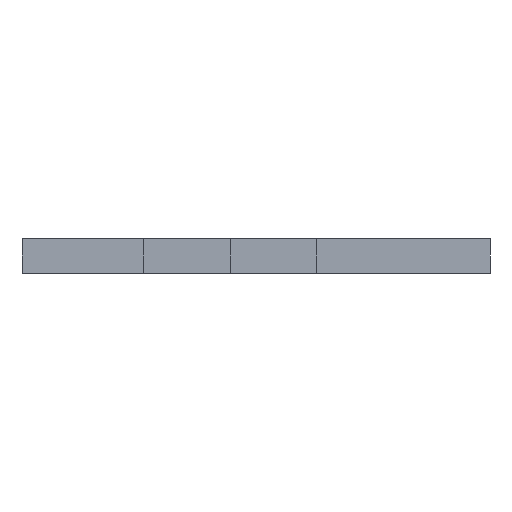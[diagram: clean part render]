
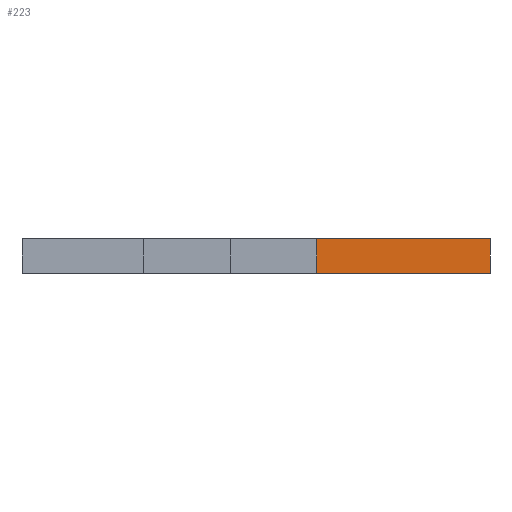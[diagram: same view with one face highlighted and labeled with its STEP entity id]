
A CAD part, left-side view. The second image highlights one B-rep face of the part: STEP entity #223.
In plain terms, the highlighted planar face has unit normal (-1, 0, 0).
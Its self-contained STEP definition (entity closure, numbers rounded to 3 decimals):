
#223=ADVANCED_FACE('',(#331),#273,.T.);
#273=PLANE('',#1466);
#331=FACE_OUTER_BOUND('',#389,.T.);
#389=EDGE_LOOP('',(#552,#553,#554,#555));
#552=ORIENTED_EDGE('',*,*,#1026,.F.);
#553=ORIENTED_EDGE('',*,*,#1027,.F.);
#554=ORIENTED_EDGE('',*,*,#1028,.T.);
#555=ORIENTED_EDGE('',*,*,#1029,.T.);
#888=VERTEX_POINT('',#2038);
#889=VERTEX_POINT('',#2039);
#890=VERTEX_POINT('',#2041);
#891=VERTEX_POINT('',#2043);
#1026=EDGE_CURVE('',#888,#889,#1180,.T.);
#1027=EDGE_CURVE('',#890,#888,#1181,.T.);
#1028=EDGE_CURVE('',#890,#891,#1182,.T.);
#1029=EDGE_CURVE('',#891,#889,#1183,.T.);
#1180=LINE('',#2037,#1322);
#1181=LINE('',#2040,#1323);
#1182=LINE('',#2042,#1324);
#1183=LINE('',#2044,#1325);
#1322=VECTOR('',#1673,1.);
#1323=VECTOR('',#1674,1.);
#1324=VECTOR('',#1675,1.);
#1325=VECTOR('',#1676,1.);
#1466=AXIS2_PLACEMENT_3D('',#2045,#1677,#1678);
#1673=DIRECTION('',(0.,1.,0.));
#1674=DIRECTION('',(0.,0.,-1.));
#1675=DIRECTION('',(0.,1.,0.));
#1676=DIRECTION('',(0.,0.,-1.));
#1677=DIRECTION('',(-1.,0.,0.));
#1678=DIRECTION('',(0.,-1.,0.));
#2037=CARTESIAN_POINT('',(0.,0.,0.));
#2038=CARTESIAN_POINT('',(0.,0.,0.));
#2039=CARTESIAN_POINT('',(0.,20.,0.));
#2040=CARTESIAN_POINT('',(0.,0.,4.));
#2041=CARTESIAN_POINT('',(0.,0.,4.));
#2042=CARTESIAN_POINT('',(0.,0.,4.));
#2043=CARTESIAN_POINT('',(0.,20.,4.));
#2044=CARTESIAN_POINT('',(0.,20.,4.));
#2045=CARTESIAN_POINT('',(0.,0.,4.));
